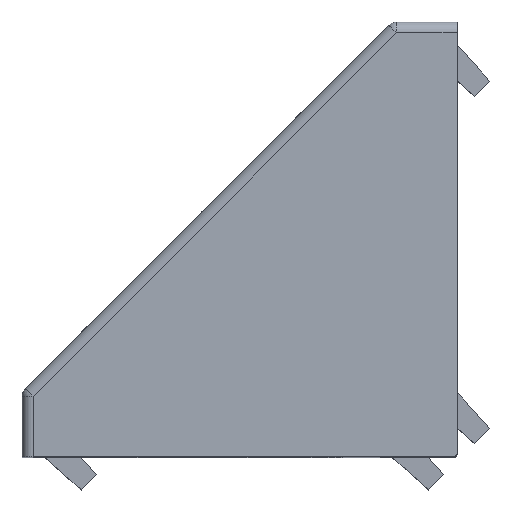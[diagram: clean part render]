
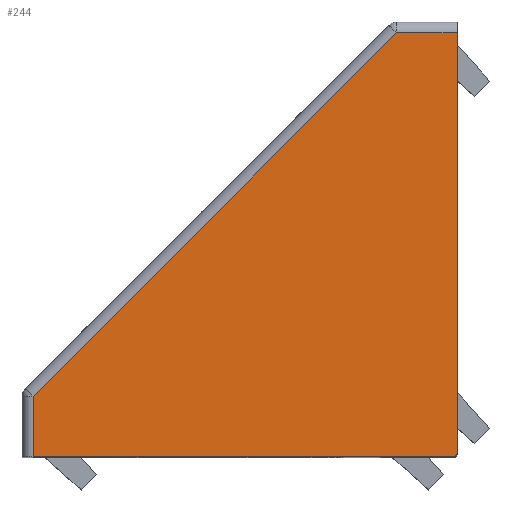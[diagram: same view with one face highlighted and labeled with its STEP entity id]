
A CAD part, top view. The second image highlights one B-rep face of the part: STEP entity #244.
In plain terms, the highlighted planar face has unit normal (0, 0, 1).
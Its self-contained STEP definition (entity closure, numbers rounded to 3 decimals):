
#244=ADVANCED_FACE('NONE',(#625),#626,.T.);
#625=FACE_OUTER_BOUND('',#1136,.T.);
#626=PLANE('',#1137);
#1136=EDGE_LOOP('',(#1939,#1940,#1941,#1942,#1943,#1944));
#1137=AXIS2_PLACEMENT_3D('',#1945,#1946,#1947);
#1939=ORIENTED_EDGE('',*,*,#3193,.T.);
#1940=ORIENTED_EDGE('',*,*,#3308,.T.);
#1941=ORIENTED_EDGE('',*,*,#3165,.T.);
#1942=ORIENTED_EDGE('',*,*,#3309,.T.);
#1943=ORIENTED_EDGE('',*,*,#3310,.T.);
#1944=ORIENTED_EDGE('',*,*,#3311,.T.);
#1945=CARTESIAN_POINT('',(0.0,20.0,8.5));
#1946=DIRECTION('',(-0.0,0.0,1.0));
#1947=DIRECTION('',(1.0,-0.0,0.0));
#3165=EDGE_CURVE('NONE',#3794,#3795,#3796,.T.);
#3193=EDGE_CURVE('NONE',#3849,#3847,#3850,.T.);
#3308=EDGE_CURVE('NONE',#3847,#3794,#4055,.T.);
#3309=EDGE_CURVE('NONE',#3795,#4056,#4057,.T.);
#3310=EDGE_CURVE('NONE',#4056,#4058,#4059,.T.);
#3311=EDGE_CURVE('NONE',#4058,#3849,#4060,.T.);
#3794=VERTEX_POINT('NONE',#4661);
#3795=VERTEX_POINT('NONE',#4662);
#3796=LINE('',#4663,#4664);
#3847=VERTEX_POINT('NONE',#4789);
#3849=VERTEX_POINT('NONE',#4792);
#3850=LINE('',#4793,#4794);
#4055=CIRCLE('',#5172,0.2);
#4056=VERTEX_POINT('NONE',#5173);
#4057=LINE('',#5174,#5175);
#4058=VERTEX_POINT('NONE',#5176);
#4059=LINE('',#5177,#5178);
#4060=LINE('',#5179,#5180);
#4661=CARTESIAN_POINT('',(0.0,0.2,8.5));
#4662=CARTESIAN_POINT('',(0.0,19.5,8.5));
#4663=CARTESIAN_POINT('',(0.0,0.0,8.5));
#4664=VECTOR('',#6032,1000.0);
#4789=CARTESIAN_POINT('',(-0.2,0.,8.5));
#4792=CARTESIAN_POINT('',(-19.5,0.,8.5));
#4793=CARTESIAN_POINT('',(0.0,0.0,8.5));
#4794=VECTOR('',#6063,1000.0);
#5172=AXIS2_PLACEMENT_3D('',#6194,#6195,#6196);
#5173=CARTESIAN_POINT('',(-2.793,19.5,8.5));
#5174=CARTESIAN_POINT('',(-2.793,19.5,8.5));
#5175=VECTOR('',#6197,1000.0);
#5176=CARTESIAN_POINT('',(-19.5,2.793,8.5));
#5177=CARTESIAN_POINT('',(-19.5,2.793,8.5));
#5178=VECTOR('',#6198,1000.0);
#5179=CARTESIAN_POINT('',(-19.5,0.,8.5));
#5180=VECTOR('',#6199,1000.0);
#6032=DIRECTION('',(0.0,1.0,0.0));
#6063=DIRECTION('',(1.0,0.,-0.0));
#6194=CARTESIAN_POINT('',(-0.2,0.2,8.5));
#6195=DIRECTION('',(0.0,-0.0,1.0));
#6196=DIRECTION('',(1.0,0.0,0.0));
#6197=DIRECTION('',(-1.0,0.0,0.0));
#6198=DIRECTION('',(-0.707,-0.707,0.0));
#6199=DIRECTION('',(0.0,-1.0,-0.0));
